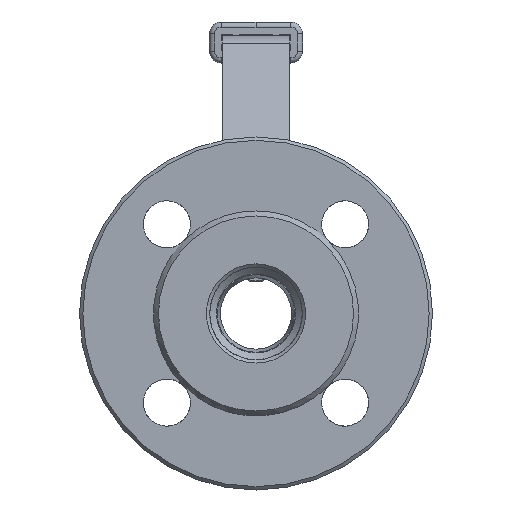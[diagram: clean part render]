
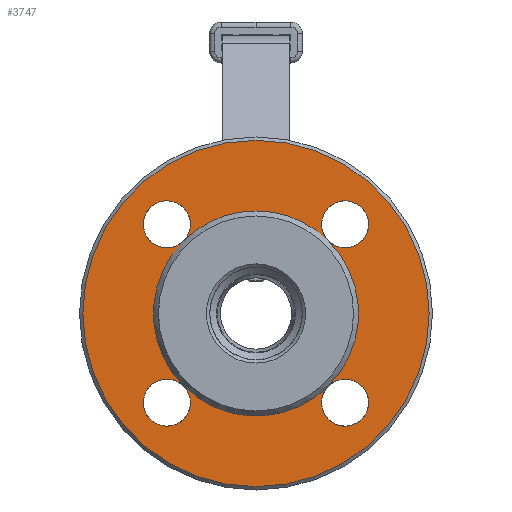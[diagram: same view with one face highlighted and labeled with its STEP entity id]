
A CAD part, front view. The second image highlights one B-rep face of the part: STEP entity #3747.
In plain terms, the highlighted planar face has unit normal (0, -1, 0).
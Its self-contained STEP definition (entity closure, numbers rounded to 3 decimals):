
#3597=CARTESIAN_POINT('',(0.,-12.,51.5));
#3598=VERTEX_POINT('',#3597);
#3605=CARTESIAN_POINT('',(-0.,-12.,-51.5));
#3606=VERTEX_POINT('',#3605);
#3607=CARTESIAN_POINT('',(0.,-12.,0.));
#3608=DIRECTION('',(0.,-1.,0.));
#3609=DIRECTION('',(0.,0.,-1.));
#3610=AXIS2_PLACEMENT_3D('',#3607,#3608,#3609);
#3611=CIRCLE('',#3610,51.5);
#3612=EDGE_CURVE('',#3606,#3598,#3611,.T.);
#3614=CARTESIAN_POINT('',(0.,-12.,0.));
#3615=DIRECTION('',(0.,-1.,0.));
#3616=DIRECTION('',(0.,0.,-1.));
#3617=AXIS2_PLACEMENT_3D('',#3614,#3615,#3616);
#3618=CIRCLE('',#3617,51.5);
#3619=EDGE_CURVE('',#3598,#3606,#3618,.T.);
#3627=CARTESIAN_POINT('',(0.,-12.,30.5));
#3628=DIRECTION('',(0.,-1.,0.));
#3629=DIRECTION('',(0.,0.,-1.));
#3630=AXIS2_PLACEMENT_3D('',#3627,#3628,#3629);
#3631=PLANE('',#3630);
#3632=ORIENTED_EDGE('',*,*,#3612,.T.);
#3633=ORIENTED_EDGE('',*,*,#3619,.T.);
#3634=EDGE_LOOP('',(#3632,#3633));
#3635=FACE_BOUND('',#3634,.T.);
#3636=CARTESIAN_POINT('',(-21.567,-12.,21.567));
#3637=VERTEX_POINT('',#3636);
#3638=CARTESIAN_POINT('',(-21.567,-12.,-21.567));
#3639=VERTEX_POINT('',#3638);
#3640=CARTESIAN_POINT('',(0.,-12.,0.));
#3641=DIRECTION('',(0.,-1.,0.));
#3642=DIRECTION('',(0.,0.,-1.));
#3643=AXIS2_PLACEMENT_3D('',#3640,#3641,#3642);
#3644=CIRCLE('',#3643,30.5);
#3645=EDGE_CURVE('',#3637,#3639,#3644,.T.);
#3646=ORIENTED_EDGE('',*,*,#3645,.F.);
#3647=CARTESIAN_POINT('',(-19.517,-12.,26.517));
#3648=VERTEX_POINT('',#3647);
#3649=CARTESIAN_POINT('',(-26.517,-12.,26.517));
#3650=DIRECTION('',(0.,-1.,0.));
#3651=DIRECTION('',(1.,0.,0.));
#3652=AXIS2_PLACEMENT_3D('',#3649,#3650,#3651);
#3653=CIRCLE('',#3652,7.);
#3654=EDGE_CURVE('',#3648,#3637,#3653,.T.);
#3655=ORIENTED_EDGE('',*,*,#3654,.F.);
#3656=CARTESIAN_POINT('',(-26.517,-12.,26.517));
#3657=DIRECTION('',(0.,-1.,0.));
#3658=DIRECTION('',(1.,0.,0.));
#3659=AXIS2_PLACEMENT_3D('',#3656,#3657,#3658);
#3660=CIRCLE('',#3659,7.);
#3661=EDGE_CURVE('',#3637,#3648,#3660,.T.);
#3662=ORIENTED_EDGE('',*,*,#3661,.F.);
#3663=CARTESIAN_POINT('',(0.,-12.,30.5));
#3664=VERTEX_POINT('',#3663);
#3665=CARTESIAN_POINT('',(0.,-12.,0.));
#3666=DIRECTION('',(0.,-1.,0.));
#3667=DIRECTION('',(0.,0.,-1.));
#3668=AXIS2_PLACEMENT_3D('',#3665,#3666,#3667);
#3669=CIRCLE('',#3668,30.5);
#3670=EDGE_CURVE('',#3664,#3637,#3669,.T.);
#3671=ORIENTED_EDGE('',*,*,#3670,.F.);
#3672=CARTESIAN_POINT('',(21.567,-12.,21.567));
#3673=VERTEX_POINT('',#3672);
#3674=CARTESIAN_POINT('',(0.,-12.,0.));
#3675=DIRECTION('',(0.,-1.,0.));
#3676=DIRECTION('',(0.,0.,-1.));
#3677=AXIS2_PLACEMENT_3D('',#3674,#3675,#3676);
#3678=CIRCLE('',#3677,30.5);
#3679=EDGE_CURVE('',#3673,#3664,#3678,.T.);
#3680=ORIENTED_EDGE('',*,*,#3679,.F.);
#3681=CARTESIAN_POINT('',(33.517,-12.,26.517));
#3682=VERTEX_POINT('',#3681);
#3683=CARTESIAN_POINT('',(26.517,-12.,26.517));
#3684=DIRECTION('',(0.,-1.,0.));
#3685=DIRECTION('',(1.,0.,0.));
#3686=AXIS2_PLACEMENT_3D('',#3683,#3684,#3685);
#3687=CIRCLE('',#3686,7.);
#3688=EDGE_CURVE('',#3682,#3673,#3687,.T.);
#3689=ORIENTED_EDGE('',*,*,#3688,.F.);
#3690=CARTESIAN_POINT('',(26.517,-12.,26.517));
#3691=DIRECTION('',(0.,-1.,0.));
#3692=DIRECTION('',(1.,0.,0.));
#3693=AXIS2_PLACEMENT_3D('',#3690,#3691,#3692);
#3694=CIRCLE('',#3693,7.);
#3695=EDGE_CURVE('',#3673,#3682,#3694,.T.);
#3696=ORIENTED_EDGE('',*,*,#3695,.F.);
#3697=CARTESIAN_POINT('',(21.567,-12.,-21.567));
#3698=VERTEX_POINT('',#3697);
#3699=CARTESIAN_POINT('',(0.,-12.,0.));
#3700=DIRECTION('',(0.,-1.,0.));
#3701=DIRECTION('',(0.,0.,-1.));
#3702=AXIS2_PLACEMENT_3D('',#3699,#3700,#3701);
#3703=CIRCLE('',#3702,30.5);
#3704=EDGE_CURVE('',#3698,#3673,#3703,.T.);
#3705=ORIENTED_EDGE('',*,*,#3704,.F.);
#3706=CARTESIAN_POINT('',(33.517,-12.,-26.517));
#3707=VERTEX_POINT('',#3706);
#3708=CARTESIAN_POINT('',(26.517,-12.,-26.517));
#3709=DIRECTION('',(0.,-1.,0.));
#3710=DIRECTION('',(1.,0.,0.));
#3711=AXIS2_PLACEMENT_3D('',#3708,#3709,#3710);
#3712=CIRCLE('',#3711,7.);
#3713=EDGE_CURVE('',#3707,#3698,#3712,.T.);
#3714=ORIENTED_EDGE('',*,*,#3713,.F.);
#3715=CARTESIAN_POINT('',(26.517,-12.,-26.517));
#3716=DIRECTION('',(0.,-1.,0.));
#3717=DIRECTION('',(1.,0.,0.));
#3718=AXIS2_PLACEMENT_3D('',#3715,#3716,#3717);
#3719=CIRCLE('',#3718,7.);
#3720=EDGE_CURVE('',#3698,#3707,#3719,.T.);
#3721=ORIENTED_EDGE('',*,*,#3720,.F.);
#3722=CARTESIAN_POINT('',(0.,-12.,0.));
#3723=DIRECTION('',(0.,-1.,0.));
#3724=DIRECTION('',(0.,0.,-1.));
#3725=AXIS2_PLACEMENT_3D('',#3722,#3723,#3724);
#3726=CIRCLE('',#3725,30.5);
#3727=EDGE_CURVE('',#3639,#3698,#3726,.T.);
#3728=ORIENTED_EDGE('',*,*,#3727,.F.);
#3729=CARTESIAN_POINT('',(-19.517,-12.,-26.517));
#3730=VERTEX_POINT('',#3729);
#3731=CARTESIAN_POINT('',(-26.517,-12.,-26.517));
#3732=DIRECTION('',(0.,-1.,0.));
#3733=DIRECTION('',(1.,0.,0.));
#3734=AXIS2_PLACEMENT_3D('',#3731,#3732,#3733);
#3735=CIRCLE('',#3734,7.);
#3736=EDGE_CURVE('',#3730,#3639,#3735,.T.);
#3737=ORIENTED_EDGE('',*,*,#3736,.F.);
#3738=CARTESIAN_POINT('',(-26.517,-12.,-26.517));
#3739=DIRECTION('',(0.,-1.,0.));
#3740=DIRECTION('',(1.,0.,0.));
#3741=AXIS2_PLACEMENT_3D('',#3738,#3739,#3740);
#3742=CIRCLE('',#3741,7.);
#3743=EDGE_CURVE('',#3639,#3730,#3742,.T.);
#3744=ORIENTED_EDGE('',*,*,#3743,.F.);
#3745=EDGE_LOOP('',(#3646,#3655,#3662,#3671,#3680,#3689,#3696,#3705,#3714,#3721,#3728,#3737,#3744));
#3746=FACE_BOUND('',#3745,.T.);
#3747=ADVANCED_FACE('',(#3635,#3746),#3631,.T.);
